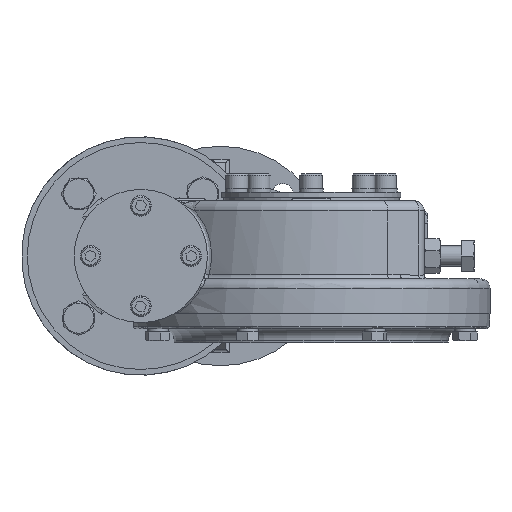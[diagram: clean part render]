
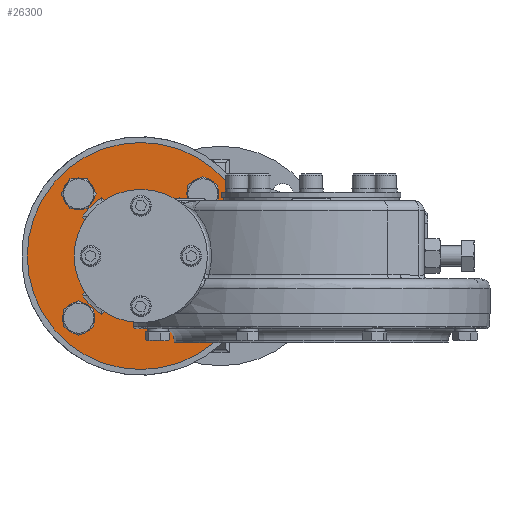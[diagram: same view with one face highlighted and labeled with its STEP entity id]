
A CAD part, left-side view. The second image highlights one B-rep face of the part: STEP entity #26300.
In plain terms, the highlighted planar face has unit normal (-1, 0, 0).
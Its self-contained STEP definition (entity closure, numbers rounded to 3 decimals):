
#894=CIRCLE('',#27134,12.7);
#913=CIRCLE('',#27292,12.7);
#932=CIRCLE('',#27450,12.7);
#951=CIRCLE('',#27608,12.7);
#1148=CIRCLE('',#28124,56.);
#1158=CIRCLE('',#28147,56.);
#1168=CIRCLE('',#28170,56.);
#1178=CIRCLE('',#28193,56.);
#1186=CIRCLE('',#28208,33.);
#1188=CIRCLE('',#28213,33.);
#1189=CIRCLE('',#28214,33.);
#1190=CIRCLE('',#28215,33.);
#1191=CIRCLE('',#28216,90.5);
#3278=LINE('',#44726,#5499);
#3280=LINE('',#44744,#5501);
#3292=LINE('',#44964,#5513);
#3294=LINE('',#44982,#5515);
#3306=LINE('',#45202,#5527);
#3308=LINE('',#45220,#5529);
#3320=LINE('',#45440,#5541);
#3322=LINE('',#45458,#5543);
#5499=VECTOR('',#33272,1000.);
#5501=VECTOR('',#33284,1000.);
#5513=VECTOR('',#33332,1000.);
#5515=VECTOR('',#33344,1000.);
#5527=VECTOR('',#33392,1000.);
#5529=VECTOR('',#33404,1000.);
#5541=VECTOR('',#33452,1000.);
#5543=VECTOR('',#33464,1000.);
#10996=ORIENTED_EDGE('',*,*,#14212,.F.);
#10997=ORIENTED_EDGE('',*,*,#14591,.F.);
#10998=ORIENTED_EDGE('',*,*,#14970,.F.);
#10999=ORIENTED_EDGE('',*,*,#15349,.F.);
#11000=ORIENTED_EDGE('',*,*,#16246,.T.);
#11001=ORIENTED_EDGE('',*,*,#16098,.T.);
#11002=ORIENTED_EDGE('',*,*,#16101,.T.);
#11003=ORIENTED_EDGE('',*,*,#16104,.T.);
#11004=ORIENTED_EDGE('',*,*,#16247,.T.);
#11005=ORIENTED_EDGE('',*,*,#16138,.T.);
#11006=ORIENTED_EDGE('',*,*,#16141,.T.);
#11007=ORIENTED_EDGE('',*,*,#16144,.T.);
#11008=ORIENTED_EDGE('',*,*,#16248,.T.);
#11009=ORIENTED_EDGE('',*,*,#16178,.T.);
#11010=ORIENTED_EDGE('',*,*,#16181,.T.);
#11011=ORIENTED_EDGE('',*,*,#16184,.T.);
#11012=ORIENTED_EDGE('',*,*,#16242,.T.);
#11013=ORIENTED_EDGE('',*,*,#16218,.T.);
#11014=ORIENTED_EDGE('',*,*,#16221,.T.);
#11015=ORIENTED_EDGE('',*,*,#16224,.T.);
#11016=ORIENTED_EDGE('',*,*,#16249,.F.);
#14212=EDGE_CURVE('',#17910,#17910,#894,.T.);
#14591=EDGE_CURVE('',#18153,#18153,#913,.T.);
#14970=EDGE_CURVE('',#18396,#18396,#932,.T.);
#15349=EDGE_CURVE('',#18639,#18639,#951,.T.);
#16098=EDGE_CURVE('',#19104,#19106,#3278,.T.);
#16101=EDGE_CURVE('',#19106,#19108,#1148,.F.);
#16104=EDGE_CURVE('',#19108,#19110,#3280,.T.);
#16138=EDGE_CURVE('',#19130,#19132,#3292,.T.);
#16141=EDGE_CURVE('',#19132,#19134,#1158,.F.);
#16144=EDGE_CURVE('',#19134,#19136,#3294,.T.);
#16178=EDGE_CURVE('',#19156,#19158,#3306,.T.);
#16181=EDGE_CURVE('',#19158,#19160,#1168,.F.);
#16184=EDGE_CURVE('',#19160,#19162,#3308,.T.);
#16218=EDGE_CURVE('',#19182,#19184,#3320,.T.);
#16221=EDGE_CURVE('',#19184,#19186,#1178,.F.);
#16224=EDGE_CURVE('',#19186,#19188,#3322,.T.);
#16242=EDGE_CURVE('',#19162,#19182,#1186,.F.);
#16246=EDGE_CURVE('',#19188,#19104,#1188,.F.);
#16247=EDGE_CURVE('',#19110,#19130,#1189,.F.);
#16248=EDGE_CURVE('',#19136,#19156,#1190,.F.);
#16249=EDGE_CURVE('',#19198,#19198,#1191,.T.);
#17910=VERTEX_POINT('',#38661);
#18153=VERTEX_POINT('',#39872);
#18396=VERTEX_POINT('',#41083);
#18639=VERTEX_POINT('',#42294);
#19104=VERTEX_POINT('',#44703);
#19106=VERTEX_POINT('',#44725);
#19108=VERTEX_POINT('',#44737);
#19110=VERTEX_POINT('',#44743);
#19130=VERTEX_POINT('',#44941);
#19132=VERTEX_POINT('',#44963);
#19134=VERTEX_POINT('',#44975);
#19136=VERTEX_POINT('',#44981);
#19156=VERTEX_POINT('',#45179);
#19158=VERTEX_POINT('',#45201);
#19160=VERTEX_POINT('',#45213);
#19162=VERTEX_POINT('',#45219);
#19182=VERTEX_POINT('',#45417);
#19184=VERTEX_POINT('',#45439);
#19186=VERTEX_POINT('',#45451);
#19188=VERTEX_POINT('',#45457);
#19198=VERTEX_POINT('',#45575);
#21646=EDGE_LOOP('',(#10996));
#21647=EDGE_LOOP('',(#10997));
#21648=EDGE_LOOP('',(#10998));
#21649=EDGE_LOOP('',(#10999));
#21650=EDGE_LOOP('',(#11000,#11001,#11002,#11003,#11004,#11005,#11006,#11007,
#11008,#11009,#11010,#11011,#11012,#11013,#11014,#11015));
#21651=EDGE_LOOP('',(#11016));
#23514=FACE_BOUND('',#21646,.T.);
#23515=FACE_BOUND('',#21647,.T.);
#23516=FACE_BOUND('',#21648,.T.);
#23517=FACE_BOUND('',#21649,.T.);
#23518=FACE_BOUND('',#21650,.T.);
#23519=FACE_BOUND('',#21651,.T.);
#25049=PLANE('',#28212);
#26300=ADVANCED_FACE('',(#23514,#23515,#23516,#23517,#23518,#23519),#25049,
 .T.);
#27134=AXIS2_PLACEMENT_3D('',#38660,#29930,#29931);
#27292=AXIS2_PLACEMENT_3D('',#39871,#30542,#30543);
#27450=AXIS2_PLACEMENT_3D('',#41082,#31154,#31155);
#27608=AXIS2_PLACEMENT_3D('',#42293,#31766,#31767);
#28124=AXIS2_PLACEMENT_3D('',#44738,#33276,#33277);
#28147=AXIS2_PLACEMENT_3D('',#44976,#33336,#33337);
#28170=AXIS2_PLACEMENT_3D('',#45214,#33396,#33397);
#28193=AXIS2_PLACEMENT_3D('',#45452,#33456,#33457);
#28208=AXIS2_PLACEMENT_3D('',#45564,#33492,#33493);
#28212=AXIS2_PLACEMENT_3D('',#45570,#33502,#33503);
#28213=AXIS2_PLACEMENT_3D('',#45571,#33504,#33505);
#28214=AXIS2_PLACEMENT_3D('',#45572,#33506,#33507);
#28215=AXIS2_PLACEMENT_3D('',#45573,#33508,#33509);
#28216=AXIS2_PLACEMENT_3D('',#45574,#33510,#33511);
#29930=DIRECTION('',(-1.,0.,0.));
#29931=DIRECTION('',(0.,0.,-1.));
#30542=DIRECTION('',(-1.,0.,0.));
#30543=DIRECTION('',(0.,1.,0.));
#31154=DIRECTION('',(-1.,0.,0.));
#31155=DIRECTION('',(0.,0.,1.));
#31766=DIRECTION('',(-1.,0.,0.));
#31767=DIRECTION('',(0.,-1.,0.));
#33272=DIRECTION('',(0.,0.707,-0.707));
#33276=DIRECTION('',(-1.,0.,0.));
#33277=DIRECTION('',(0.,1.,0.));
#33284=DIRECTION('',(0.,-0.707,0.707));
#33332=DIRECTION('',(0.,0.707,0.707));
#33336=DIRECTION('',(-1.,0.,0.));
#33337=DIRECTION('',(0.,1.,0.));
#33344=DIRECTION('',(0.,-0.707,-0.707));
#33392=DIRECTION('',(0.,-0.707,0.707));
#33396=DIRECTION('',(-1.,0.,0.));
#33397=DIRECTION('',(0.,1.,0.));
#33404=DIRECTION('',(0.,0.707,-0.707));
#33452=DIRECTION('',(0.,-0.707,-0.707));
#33456=DIRECTION('',(-1.,0.,0.));
#33457=DIRECTION('',(0.,1.,0.));
#33464=DIRECTION('',(0.,0.707,0.707));
#33492=DIRECTION('',(-1.,0.,0.));
#33493=DIRECTION('',(0.,1.,0.));
#33502=DIRECTION('',(-1.,0.,0.));
#33503=DIRECTION('',(0.,1.,0.));
#33504=DIRECTION('',(-1.,0.,0.));
#33505=DIRECTION('',(0.,1.,0.));
#33506=DIRECTION('',(-1.,0.,0.));
#33507=DIRECTION('',(0.,1.,0.));
#33508=DIRECTION('',(-1.,0.,0.));
#33509=DIRECTION('',(0.,1.,0.));
#33510=DIRECTION('',(1.,0.,0.));
#33511=DIRECTION('',(0.,-1.,0.));
#38660=CARTESIAN_POINT('',(170.14,185.412,-9.497));
#38661=CARTESIAN_POINT('',(170.14,185.412,-22.197));
#39871=CARTESIAN_POINT('',(170.14,185.412,89.497));
#39872=CARTESIAN_POINT('',(170.14,198.112,89.497));
#41082=CARTESIAN_POINT('',(170.14,86.418,89.497));
#41083=CARTESIAN_POINT('',(170.14,86.418,102.197));
#42293=CARTESIAN_POINT('',(170.14,86.418,-9.497));
#42294=CARTESIAN_POINT('',(170.14,73.718,-9.497));
#44703=CARTESIAN_POINT('',(170.14,150.137,10.222));
#44725=CARTESIAN_POINT('',(170.14,166.963,-6.605));
#44726=CARTESIAN_POINT('',(170.14,163.315,-2.956));
#44737=CARTESIAN_POINT('',(170.14,182.52,8.952));
#44738=CARTESIAN_POINT('',(170.14,135.915,40.));
#44743=CARTESIAN_POINT('',(170.14,165.693,25.778));
#44744=CARTESIAN_POINT('',(170.14,166.758,24.713));
#44941=CARTESIAN_POINT('',(170.14,165.693,54.222));
#44963=CARTESIAN_POINT('',(170.14,182.52,71.048));
#44964=CARTESIAN_POINT('',(170.14,178.871,67.4));
#44975=CARTESIAN_POINT('',(170.14,166.963,86.605));
#44976=CARTESIAN_POINT('',(170.14,135.915,40.));
#44981=CARTESIAN_POINT('',(170.14,150.137,69.778));
#44982=CARTESIAN_POINT('',(170.14,151.202,70.843));
#45179=CARTESIAN_POINT('',(170.14,121.693,69.778));
#45201=CARTESIAN_POINT('',(170.14,104.867,86.605));
#45202=CARTESIAN_POINT('',(170.14,108.515,82.956));
#45213=CARTESIAN_POINT('',(170.14,89.31,71.048));
#45214=CARTESIAN_POINT('',(170.14,135.915,40.));
#45219=CARTESIAN_POINT('',(170.14,106.137,54.222));
#45220=CARTESIAN_POINT('',(170.14,105.072,55.287));
#45417=CARTESIAN_POINT('',(170.14,106.137,25.778));
#45439=CARTESIAN_POINT('',(170.14,89.31,8.952));
#45440=CARTESIAN_POINT('',(170.14,92.959,12.6));
#45451=CARTESIAN_POINT('',(170.14,104.867,-6.605));
#45452=CARTESIAN_POINT('',(170.14,135.915,40.));
#45457=CARTESIAN_POINT('',(170.14,121.693,10.222));
#45458=CARTESIAN_POINT('',(170.14,120.628,9.157));
#45564=CARTESIAN_POINT('',(170.14,135.915,40.));
#45570=CARTESIAN_POINT('',(170.14,110.915,40.));
#45571=CARTESIAN_POINT('',(170.14,135.915,40.));
#45572=CARTESIAN_POINT('',(170.14,135.915,40.));
#45573=CARTESIAN_POINT('',(170.14,135.915,40.));
#45574=CARTESIAN_POINT('',(170.14,135.915,40.));
#45575=CARTESIAN_POINT('',(170.14,45.415,40.));
